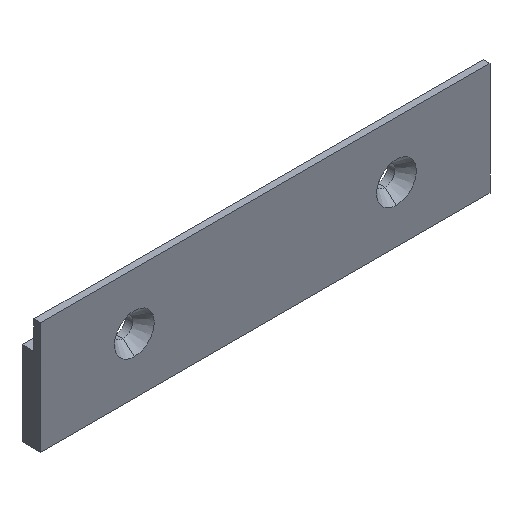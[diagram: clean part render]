
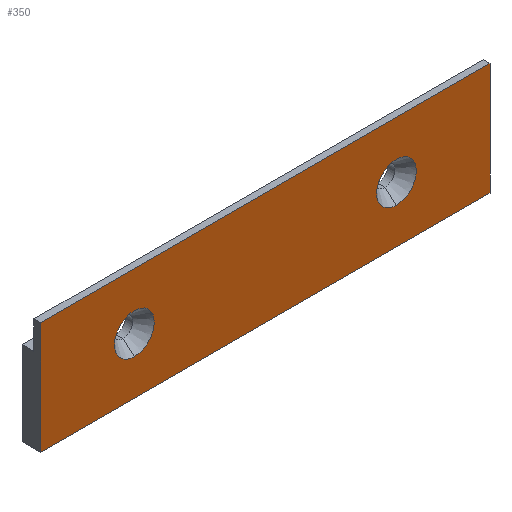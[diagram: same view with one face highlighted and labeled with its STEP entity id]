
A CAD part, isometric view. The second image highlights one B-rep face of the part: STEP entity #350.
In plain terms, the highlighted planar face has unit normal (0, -1, 0).
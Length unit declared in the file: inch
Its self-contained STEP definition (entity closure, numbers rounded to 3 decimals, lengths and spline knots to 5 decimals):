
#118=CARTESIAN_POINT('',(-4.75,-0.25,1.0155));
#119=VERTEX_POINT('',#118);
#126=CARTESIAN_POINT('',(-4.75,-0.25,0.4845));
#127=VERTEX_POINT('',#126);
#128=CARTESIAN_POINT('',(-4.75,-0.25,0.75));
#129=DIRECTION('',(0.0,1.0,0.0));
#130=DIRECTION('',(0.0,0.0,1.0));
#131=AXIS2_PLACEMENT_3D('',#128,#129,#130);
#132=CIRCLE('',#131,0.2655);
#133=EDGE_CURVE('',#127,#119,#132,.T.);
#192=CARTESIAN_POINT('',(-1.25,-0.25,1.0155));
#193=VERTEX_POINT('',#192);
#200=CARTESIAN_POINT('',(-1.25,-0.25,0.4845));
#201=VERTEX_POINT('',#200);
#202=CARTESIAN_POINT('',(-1.25,-0.25,0.75));
#203=DIRECTION('',(0.0,1.0,0.0));
#204=DIRECTION('',(0.0,0.0,1.0));
#205=AXIS2_PLACEMENT_3D('',#202,#203,#204);
#206=CIRCLE('',#205,0.2655);
#207=EDGE_CURVE('',#201,#193,#206,.T.);
#233=CARTESIAN_POINT('',(-1.25,-0.25,0.75));
#234=DIRECTION('',(0.0,1.0,0.0));
#235=DIRECTION('',(0.0,0.0,1.0));
#236=AXIS2_PLACEMENT_3D('',#233,#234,#235);
#237=CIRCLE('',#236,0.2655);
#238=EDGE_CURVE('',#193,#201,#237,.T.);
#275=CARTESIAN_POINT('',(-4.75,-0.25,0.75));
#276=DIRECTION('',(0.0,1.0,0.0));
#277=DIRECTION('',(0.0,0.0,1.0));
#278=AXIS2_PLACEMENT_3D('',#275,#276,#277);
#279=CIRCLE('',#278,0.2655);
#280=EDGE_CURVE('',#119,#127,#279,.T.);
#303=CARTESIAN_POINT('',(-6.0,-0.25,0.));
#304=DIRECTION('',(0.0,-1.0,0.0));
#305=DIRECTION('',(0.0,0.0,1.0));
#306=AXIS2_PLACEMENT_3D('',#303,#304,#305);
#307=PLANE('',#306);
#308=CARTESIAN_POINT('',(0.,-0.25,0.));
#309=VERTEX_POINT('',#308);
#310=CARTESIAN_POINT('',(0.,-0.25,1.5));
#311=VERTEX_POINT('',#310);
#312=CARTESIAN_POINT('',(0.,-0.25,0.));
#313=DIRECTION('',(0.0,0.0,1.0));
#314=VECTOR('',#313,1.5);
#315=LINE('',#312,#314);
#316=EDGE_CURVE('',#309,#311,#315,.T.);
#317=ORIENTED_EDGE('',*,*,#316,.T.);
#318=CARTESIAN_POINT('',(-6.0,-0.25,1.5));
#319=VERTEX_POINT('',#318);
#320=CARTESIAN_POINT('',(-6.0,-0.25,1.5));
#321=DIRECTION('',(1.0,0.0,0.0));
#322=VECTOR('',#321,6.);
#323=LINE('',#320,#322);
#324=EDGE_CURVE('',#319,#311,#323,.T.);
#325=ORIENTED_EDGE('',*,*,#324,.F.);
#326=CARTESIAN_POINT('',(-6.0,-0.25,0.));
#327=VERTEX_POINT('',#326);
#328=CARTESIAN_POINT('',(-6.0,-0.25,0.));
#329=DIRECTION('',(0.0,0.0,1.0));
#330=VECTOR('',#329,1.5);
#331=LINE('',#328,#330);
#332=EDGE_CURVE('',#327,#319,#331,.T.);
#333=ORIENTED_EDGE('',*,*,#332,.F.);
#334=CARTESIAN_POINT('',(-6.0,-0.25,0.));
#335=DIRECTION('',(1.0,0.0,0.0));
#336=VECTOR('',#335,6.);
#337=LINE('',#334,#336);
#338=EDGE_CURVE('',#327,#309,#337,.T.);
#339=ORIENTED_EDGE('',*,*,#338,.T.);
#340=EDGE_LOOP('',(#317,#325,#333,#339));
#341=FACE_OUTER_BOUND('',#340,.T.);
#342=ORIENTED_EDGE('',*,*,#238,.T.);
#343=ORIENTED_EDGE('',*,*,#207,.T.);
#344=EDGE_LOOP('',(#342,#343));
#345=FACE_BOUND('',#344,.T.);
#346=ORIENTED_EDGE('',*,*,#280,.T.);
#347=ORIENTED_EDGE('',*,*,#133,.T.);
#348=EDGE_LOOP('',(#346,#347));
#349=FACE_BOUND('',#348,.T.);
#350=ADVANCED_FACE('',(#341,#345,#349),#307,.T.);
